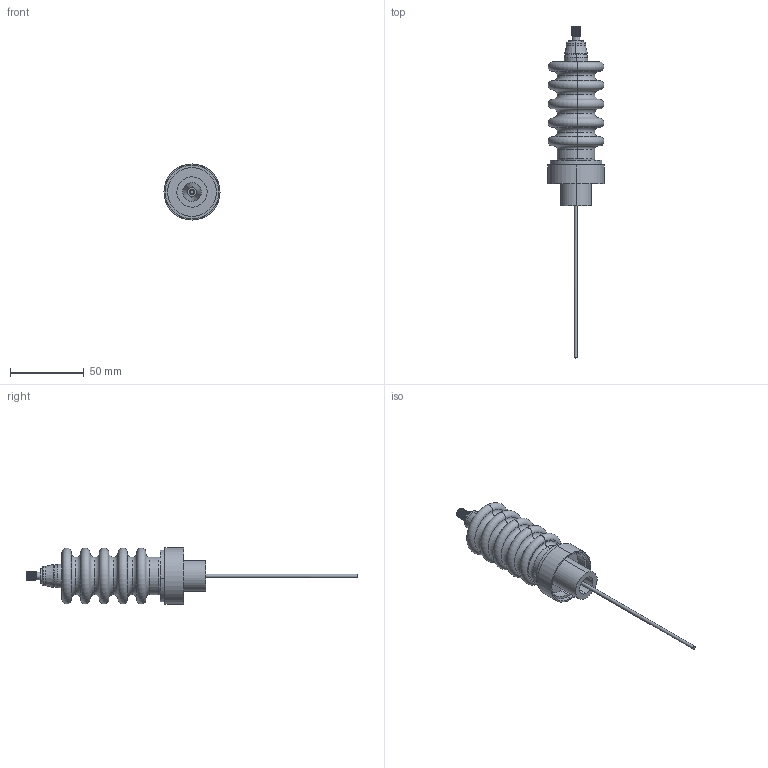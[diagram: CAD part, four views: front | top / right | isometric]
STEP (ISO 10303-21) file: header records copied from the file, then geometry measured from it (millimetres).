
FILE_DESCRIPTION (( 'STEP AP203' ), '1' );
FILE_NAME ('A0230-1-W.STEP', '2019-11-05T13:14:55', ( '' ), ( '' ), 'SwSTEP 2.0', 'SolidWorks 2019', '' );
FILE_SCHEMA (( 'CONFIG_CONTROL_DESIGN' ));
Length unit declared in the file: inch
Products named in the file (1): A0230-1-W
Bounding box: 38.1 x 225.43 x 38.1 mm (x, y, z)
Volume: 65145.6 mm3; surface area: 23063.2 mm2
Topology: 1 solids, 1 shells, 112 faces, 246 edges, 151 vertices
Faces by surface type: cylinder 42, torus 30, cone 20, plane 17, bspline 3
Entity records: 6071 total; most frequent: CARTESIAN_POINT 3513, DIRECTION 567, ORIENTED_EDGE 492, AXIS2_PLACEMENT_3D 253, EDGE_CURVE 246, VERTEX_POINT 151, CIRCLE 143, EDGE_LOOP 127
